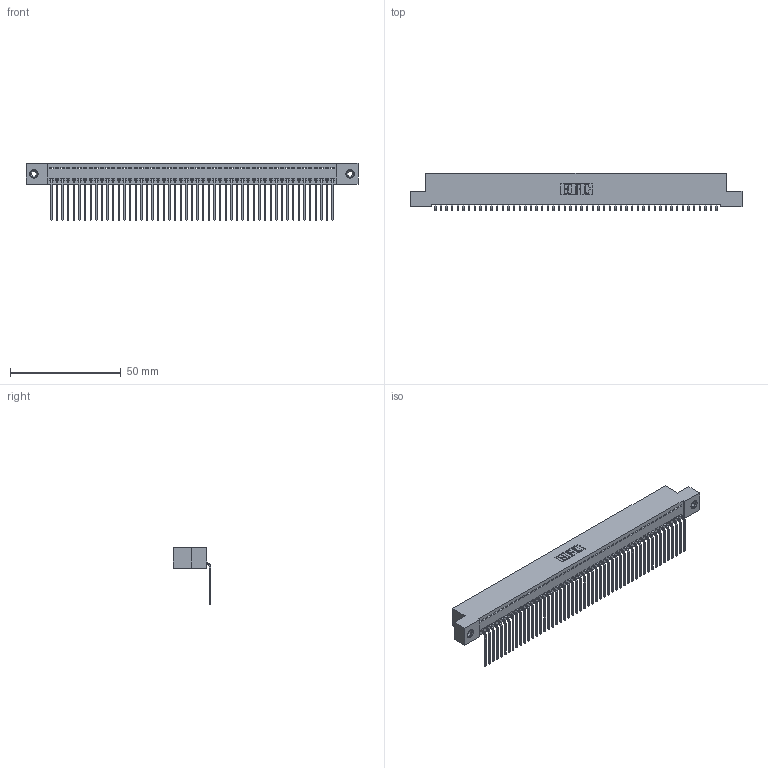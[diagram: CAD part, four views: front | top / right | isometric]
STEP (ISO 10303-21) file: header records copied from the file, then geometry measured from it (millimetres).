
FILE_DESCRIPTION (( 'STEP AP203' ), '1' );
FILE_NAME ('342-051-559-108.STEP', '2018-08-12T21:15:21', ( '' ), ( '' ), 'SwSTEP 2.0', 'SolidWorks 2016', '' );
FILE_SCHEMA (( 'CONFIG_CONTROL_DESIGN' ));
Length unit declared in the file: inch
Products named in the file (4): 345-250-001_345-250-003-102; 342-051-559-108; 342 Part_TI; 345-292-001_558 559 Tail - 1
Assembly tree (54 placements, depth 2):
  342-051-559-108
    342 Part_TI
    345-292-001_558 559 Tail - 1  x51
    345-250-001_345-250-003-102  x2
Bounding box: 149.86 x 16.83 x 25.78 mm (x, y, z)
Volume: 13337.1 mm3; surface area: 20735.8 mm2
Topology: 54 solids, 54 shells, 3230 faces, 9717 edges, 6402 vertices
Faces by surface type: plane 2342, cylinder 872, cone 12, torus 4
Entity records: 31152 total; most frequent: CARTESIAN_POINT 5354, ORIENTED_EDGE 5334, DIRECTION 4531, EDGE_CURVE 2667, LINE 2519, VECTOR 2519, VERTEX_POINT 1772, AXIS2_PLACEMENT_3D 1006
